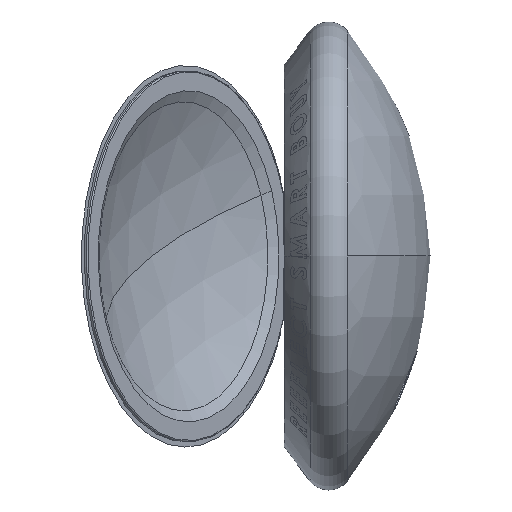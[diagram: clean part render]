
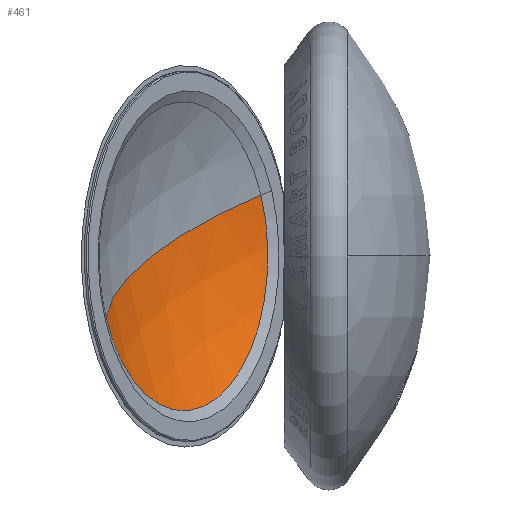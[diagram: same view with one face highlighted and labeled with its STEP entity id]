
A CAD part, left-side view. The second image highlights one B-rep face of the part: STEP entity #461.
In plain terms, the highlighted spherical face has radius 121.279 mm.
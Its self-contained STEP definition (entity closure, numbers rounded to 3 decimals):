
#160 = CIRCLE ( 'NONE', #1632, 121.279 ) ;
#420 = CARTESIAN_POINT ( 'NONE',  ( 0., -98.303, 0. ) ) ;
#461 = ADVANCED_FACE ( 'NONE', ( #3264 ), #1070, .F. ) ;
#606 = CIRCLE ( 'NONE', #7883, 56.645 ) ;
#714 = DIRECTION ( 'NONE',  ( 0., 0., -1. ) ) ;
#745 = CIRCLE ( 'NONE', #7146, 121.279 ) ;
#1070 = SPHERICAL_SURFACE ( 'NONE', #9017, 121.279 ) ;
#1385 = VERTEX_POINT ( 'NONE', #2489 ) ;
#1632 = AXIS2_PLACEMENT_3D ( 'NONE', #420, #6141, #9044 ) ;
#1761 = VERTEX_POINT ( 'NONE', #4578 ) ;
#1765 = DIRECTION ( 'NONE',  ( 0., 0., -1. ) ) ;
#2285 = ORIENTED_EDGE ( 'NONE', *, *, #4487, .T. ) ;
#2310 = DIRECTION ( 'NONE',  ( 0., 0., -1. ) ) ;
#2458 = EDGE_LOOP ( 'NONE', ( #5856, #7490, #2285 ) ) ;
#2489 = CARTESIAN_POINT ( 'NONE',  ( 0., 22.977, 0. ) ) ;
#3171 = CARTESIAN_POINT ( 'NONE',  ( 0., -98.303, 0. ) ) ;
#3264 = FACE_OUTER_BOUND ( 'NONE', #2458, .T. ) ;
#4082 = EDGE_CURVE ( 'NONE', #1761, #6642, #606, .T. ) ;
#4487 = EDGE_CURVE ( 'NONE', #6642, #1385, #160, .T. ) ;
#4555 = CARTESIAN_POINT ( 'NONE',  ( 0., -98.303, 0. ) ) ;
#4578 = CARTESIAN_POINT ( 'NONE',  ( -56.645, 8.935, 0. ) ) ;
#4881 = CARTESIAN_POINT ( 'NONE',  ( 0., 8.935, 0. ) ) ;
#5557 = CARTESIAN_POINT ( 'NONE',  ( 56.645, 8.935, 0. ) ) ;
#5856 = ORIENTED_EDGE ( 'NONE', *, *, #7904, .F. ) ;
#6016 = DIRECTION ( 'NONE',  ( 1., 0., 0. ) ) ;
#6141 = DIRECTION ( 'NONE',  ( 0., 0., 1. ) ) ;
#6642 = VERTEX_POINT ( 'NONE', #5557 ) ;
#7103 = DIRECTION ( 'NONE',  ( 0., -1., 0. ) ) ;
#7146 = AXIS2_PLACEMENT_3D ( 'NONE', #4555, #2310, #7357 ) ;
#7357 = DIRECTION ( 'NONE',  ( -1., 0., 0. ) ) ;
#7490 = ORIENTED_EDGE ( 'NONE', *, *, #4082, .T. ) ;
#7883 = AXIS2_PLACEMENT_3D ( 'NONE', #4881, #7103, #714 ) ;
#7904 = EDGE_CURVE ( 'NONE', #1761, #1385, #745, .T. ) ;
#9017 = AXIS2_PLACEMENT_3D ( 'NONE', #3171, #1765, #6016 ) ;
#9044 = DIRECTION ( 'NONE',  ( 1., 0., 0. ) ) ;
